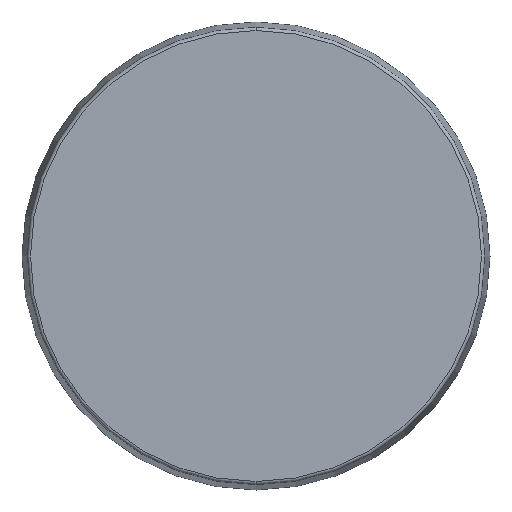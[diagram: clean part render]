
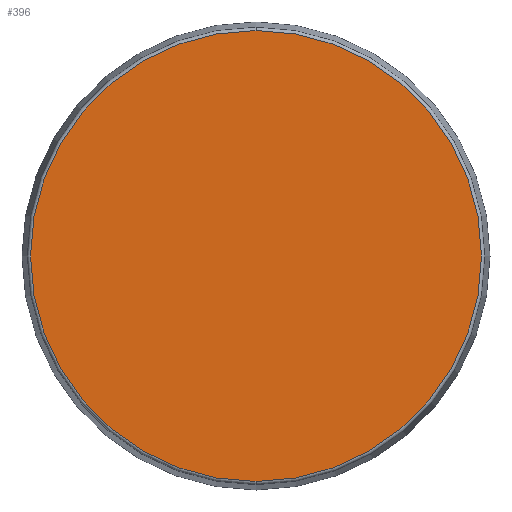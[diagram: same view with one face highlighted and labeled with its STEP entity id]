
A CAD part, front view. The second image highlights one B-rep face of the part: STEP entity #396.
In plain terms, the highlighted planar face has unit normal (0, -1, 0).
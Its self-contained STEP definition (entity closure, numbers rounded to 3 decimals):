
#9 = CIRCLE ( 'NONE', #743, 13.73 ) ;
#204 = VERTEX_POINT ( 'NONE', #280 ) ;
#207 = DIRECTION ( 'NONE',  ( 0., -1., 0. ) ) ;
#221 = CARTESIAN_POINT ( 'NONE',  ( 0., -2., 0. ) ) ;
#243 = DIRECTION ( 'NONE',  ( 0., -1., 0. ) ) ;
#253 = DIRECTION ( 'NONE',  ( 0., 0., -1. ) ) ;
#280 = CARTESIAN_POINT ( 'NONE',  ( 0., -2., -13.73 ) ) ;
#290 = EDGE_CURVE ( 'NONE', #593, #204, #9, .T. ) ;
#308 = CIRCLE ( 'NONE', #513, 13.73 ) ;
#310 = EDGE_CURVE ( 'NONE', #204, #593, #308, .T. ) ;
#396 = ADVANCED_FACE ( 'NONE', ( #480 ), #433, .T. ) ;
#411 = CARTESIAN_POINT ( 'NONE',  ( 0., -2., 0. ) ) ;
#413 = ORIENTED_EDGE ( 'NONE', *, *, #310, .T. ) ;
#433 = PLANE ( 'NONE',  #739 ) ;
#434 = DIRECTION ( 'NONE',  ( 0., -1., 0. ) ) ;
#435 = DIRECTION ( 'NONE',  ( 0., 0., -1. ) ) ;
#480 = FACE_OUTER_BOUND ( 'NONE', #601, .T. ) ;
#488 = CARTESIAN_POINT ( 'NONE',  ( 0., -2., 13.73 ) ) ;
#513 = AXIS2_PLACEMENT_3D ( 'NONE', #642, #207, #749 ) ;
#593 = VERTEX_POINT ( 'NONE', #488 ) ;
#601 = EDGE_LOOP ( 'NONE', ( #413, #699 ) ) ;
#642 = CARTESIAN_POINT ( 'NONE',  ( 0., -2., 0. ) ) ;
#699 = ORIENTED_EDGE ( 'NONE', *, *, #290, .T. ) ;
#739 = AXIS2_PLACEMENT_3D ( 'NONE', #411, #434, #435 ) ;
#743 = AXIS2_PLACEMENT_3D ( 'NONE', #221, #243, #253 ) ;
#749 = DIRECTION ( 'NONE',  ( 0., 0., -1. ) ) ;
